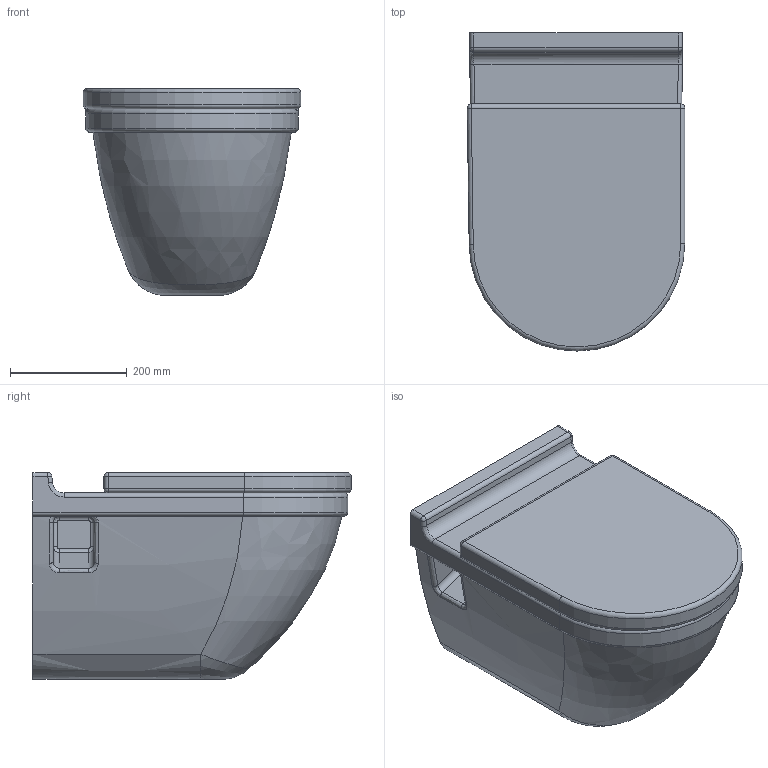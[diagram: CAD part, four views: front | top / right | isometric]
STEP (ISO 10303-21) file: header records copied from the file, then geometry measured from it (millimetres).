
FILE_DESCRIPTION((''),'2;1');
FILE_NAME('220109.stp','2007-08-04T15:40:12',('Huebner'),(''),'Autodesk Inventor 11','Autodesk Inventor 11','');
FILE_SCHEMA(('AUTOMOTIVE_DESIGN { 1 0 10303 214 1 1 1 1 }'));
Length unit declared in the file: millimetre
Products named in the file (3): 220109; 006381
Assembly tree (2 placements, depth 2):
  220109
    220109
    006381
Bounding box: 373.23 x 545.89 x 355 mm (x, y, z)
Volume: 36545136.6 mm3; surface area: 1247284.8 mm2
Topology: 2 solids, 2 shells, 161 faces, 369 edges, 213 vertices
Faces by surface type: cylinder 57, bspline 45, plane 39, torus 14, sphere 6
Full cylindrical faces by diameter (mm): 15 x2, 20 x2, 26 x2, 55 x1, 102 x1
Entity records: 9446 total; most frequent: CARTESIAN_POINT 6026, ORIENTED_EDGE 696, DIRECTION 670, EDGE_CURVE 348, AXIS2_PLACEMENT_3D 276, VERTEX_POINT 210, EDGE_LOOP 184, FACE_OUTER_BOUND 161
